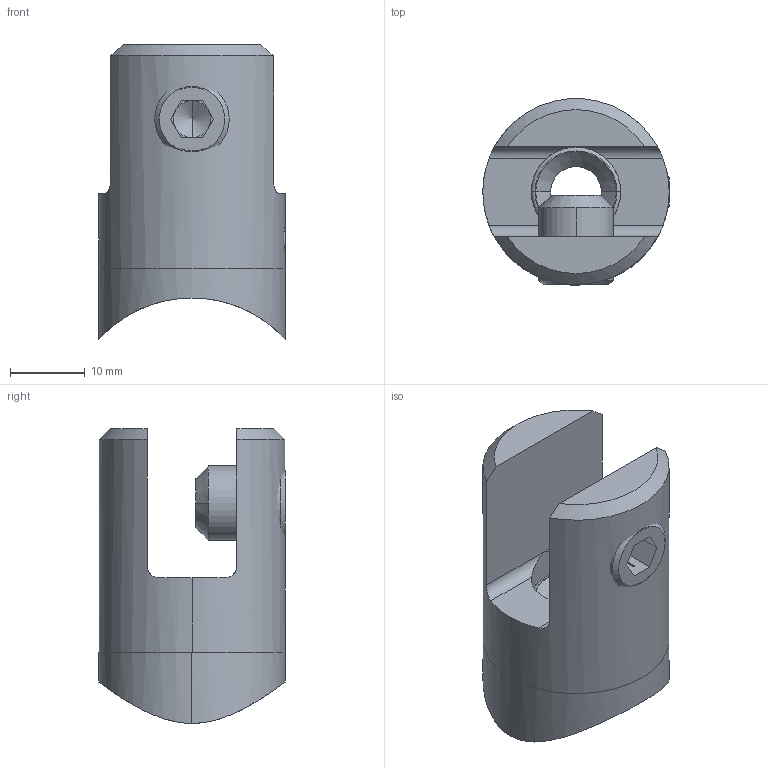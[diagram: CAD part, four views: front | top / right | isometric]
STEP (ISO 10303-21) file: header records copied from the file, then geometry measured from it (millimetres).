
FILE_DESCRIPTION (( 'STEP AP203' ), '1' );
FILE_NAME ('55341-240.step', '2020-10-07T13:19:37', ( '' ), ( '' ), 'SwSTEP 2.0', 'SolidWorks 2018', '' );
FILE_SCHEMA (( 'CONFIG_CONTROL_DESIGN' ));
Length unit declared in the file: millimetre
Products named in the file (10): 5534X-240 Teil2; 55341-240; 5534X-240 Teil1_5534X-240 Teil1; DIN913_DIN 913 M10x12; 5534X-240 Teil1; 5534X-240 Teil2_55341-240 Teil1; DIN914; DIN913; DIN914_DIN 914 M5x6
Assembly tree (6 placements, depth 2):
  5534X-240 Teil2
  55341-240
    5534X-240 Teil1_5534X-240 Teil1
    5534X-240 Teil2_55341-240 Teil1
    DIN913_DIN 913 M10x12
    DIN914_DIN 914 M5x6
  5534X-240 Teil1
  55341-240
    DIN914
    DIN913
Bounding box: 25 x 25 x 39.55 mm (x, y, z)
Volume: 10162.9 mm3; surface area: 6793.3 mm2
Topology: 4 solids, 4 shells, 577 faces, 1533 edges, 1013 vertices
Faces by surface type: plane 315, bspline 212, cylinder 28, cone 20, torus 2
Entity records: 32063 total; most frequent: CARTESIAN_POINT 18205, ORIENTED_EDGE 3058, DIRECTION 1901, EDGE_CURVE 1529, VECTOR 1011, LINE 1011, VERTEX_POINT 1009, EDGE_LOOP 634
